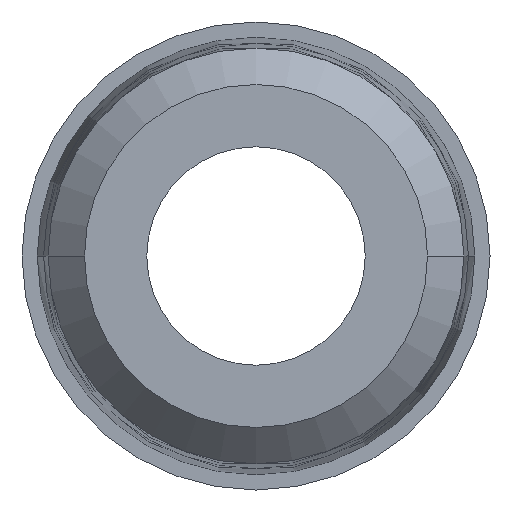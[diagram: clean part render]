
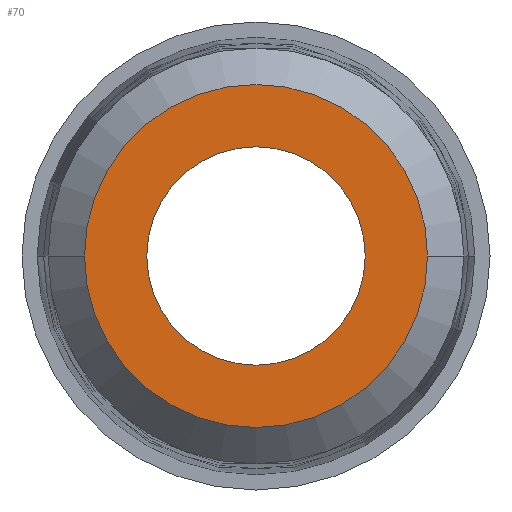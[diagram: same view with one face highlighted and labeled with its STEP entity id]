
A CAD part, left-side view. The second image highlights one B-rep face of the part: STEP entity #70.
In plain terms, the highlighted planar face has unit normal (-1, 0, 0).
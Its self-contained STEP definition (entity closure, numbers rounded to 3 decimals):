
#70=ADVANCED_FACE('',(#133,#134),#135,.T.);
#133=FACE_BOUND('',#211,.T.);
#134=FACE_OUTER_BOUND('',#212,.T.);
#135=PLANE('',#213);
#211=EDGE_LOOP('',(#416,#417));
#212=EDGE_LOOP('',(#418,#419));
#213=AXIS2_PLACEMENT_3D('',#420,#421,#422);
#416=ORIENTED_EDGE('',*,*,#574,.T.);
#417=ORIENTED_EDGE('',*,*,#560,.T.);
#418=ORIENTED_EDGE('',*,*,#551,.F.);
#419=ORIENTED_EDGE('',*,*,#581,.F.);
#420=CARTESIAN_POINT('',(-42.3,-2.749,0.0));
#421=DIRECTION('',(-1.0,0.,-0.0));
#422=DIRECTION('',(0.,1.0,0.0));
#551=EDGE_CURVE('',#665,#668,#669,.T.);
#560=EDGE_CURVE('',#679,#683,#685,.T.);
#574=EDGE_CURVE('',#683,#679,#705,.T.);
#581=EDGE_CURVE('',#668,#665,#714,.T.);
#665=VERTEX_POINT('',#811);
#668=VERTEX_POINT('',#815);
#669=CIRCLE('',#816,5.498);
#679=VERTEX_POINT('',#829);
#683=VERTEX_POINT('',#834);
#685=CIRCLE('',#837,3.5);
#705=CIRCLE('',#863,3.5);
#714=CIRCLE('',#872,5.498);
#811=CARTESIAN_POINT('',(-42.3,-5.498,0.0));
#815=CARTESIAN_POINT('',(-42.3,5.498,0.));
#816=AXIS2_PLACEMENT_3D('',#979,#980,#981);
#829=CARTESIAN_POINT('',(-42.3,0.,-3.5));
#834=CARTESIAN_POINT('',(-42.3,0.,3.5));
#837=AXIS2_PLACEMENT_3D('',#996,#997,#998);
#863=AXIS2_PLACEMENT_3D('',#1026,#1027,#1028);
#872=AXIS2_PLACEMENT_3D('',#1047,#1048,#1049);
#979=CARTESIAN_POINT('',(-42.3,0.0,0.0));
#980=DIRECTION('',(1.0,0.,0.0));
#981=DIRECTION('',(0.,-1.0,0.0));
#996=CARTESIAN_POINT('',(-42.3,0.0,0.0));
#997=DIRECTION('',(1.0,0.,0.0));
#998=DIRECTION('',(0.0,0.0,-1.0));
#1026=CARTESIAN_POINT('',(-42.3,0.0,0.0));
#1027=DIRECTION('',(1.0,0.,0.0));
#1028=DIRECTION('',(0.0,0.0,-1.0));
#1047=CARTESIAN_POINT('',(-42.3,0.0,0.0));
#1048=DIRECTION('',(1.0,0.,0.0));
#1049=DIRECTION('',(0.,-1.0,0.0));
